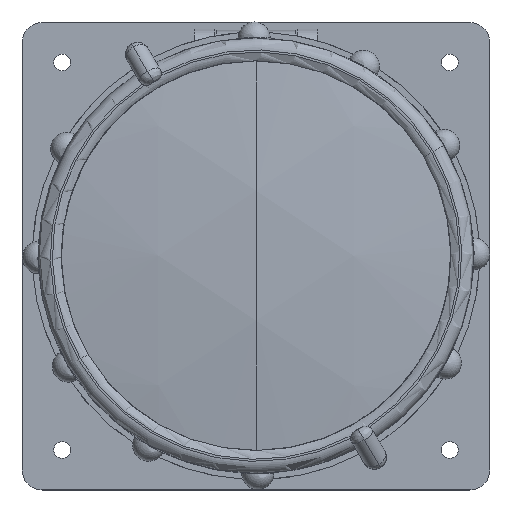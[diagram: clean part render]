
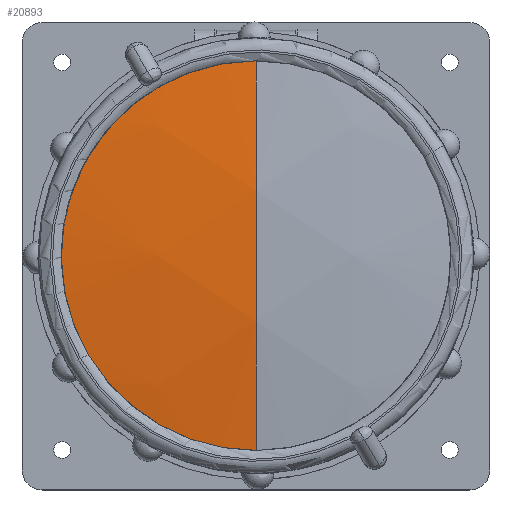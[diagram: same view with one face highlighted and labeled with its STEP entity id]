
A CAD part, top view. The second image highlights one B-rep face of the part: STEP entity #20893.
In plain terms, the highlighted spherical face has radius 335 mm.
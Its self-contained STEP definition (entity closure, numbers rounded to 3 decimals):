
#556 = CARTESIAN_POINT ( 'NONE',  ( 0., 0., 88.463 ) ) ;
#698 = ORIENTED_EDGE ( 'NONE', *, *, #26397, .T. ) ;
#5664 = VERTEX_POINT ( 'NONE', #31856 ) ;
#10202 = ORIENTED_EDGE ( 'NONE', *, *, #25531, .F. ) ;
#10390 = AXIS2_PLACEMENT_3D ( 'NONE', #28532, #28858, #31306 ) ;
#10585 = CIRCLE ( 'NONE', #28770, 48.75 ) ;
#11078 = CIRCLE ( 'NONE', #19904, 335. ) ;
#14157 = AXIS2_PLACEMENT_3D ( 'NONE', #556, #15273, #24710 ) ;
#15273 = DIRECTION ( 'NONE',  ( 0., 0., 1. ) ) ;
#16702 = CARTESIAN_POINT ( 'NONE',  ( 0., 0., -242.971 ) ) ;
#18628 = DIRECTION ( 'NONE',  ( 0., 0., 1. ) ) ;
#18784 = FACE_OUTER_BOUND ( 'NONE', #22879, .T. ) ;
#19904 = AXIS2_PLACEMENT_3D ( 'NONE', #16702, #21745, #26622 ) ;
#20448 = CARTESIAN_POINT ( 'NONE',  ( 0., 48.75, 88.463 ) ) ;
#20893 = ADVANCED_FACE ( 'NONE', ( #18784 ), #23498, .T. ) ;
#21745 = DIRECTION ( 'NONE',  ( 1., 0., 0. ) ) ;
#22879 = EDGE_LOOP ( 'NONE', ( #10202, #698, #24428 ) ) ;
#23498 = SPHERICAL_SURFACE ( 'NONE', #10390, 335. ) ;
#23523 = CIRCLE ( 'NONE', #14157, 48.75 ) ;
#24428 = ORIENTED_EDGE ( 'NONE', *, *, #25217, .T. ) ;
#24710 = DIRECTION ( 'NONE',  ( -1., 0., 0. ) ) ;
#25009 = VERTEX_POINT ( 'NONE', #29256 ) ;
#25217 = EDGE_CURVE ( 'NONE', #5664, #25009, #23523, .T. ) ;
#25531 = EDGE_CURVE ( 'NONE', #25649, #25009, #11078, .T. ) ;
#25649 = VERTEX_POINT ( 'NONE', #20448 ) ;
#26397 = EDGE_CURVE ( 'NONE', #25649, #5664, #10585, .T. ) ;
#26622 = DIRECTION ( 'NONE',  ( 0., 1., 0. ) ) ;
#28532 = CARTESIAN_POINT ( 'NONE',  ( 0., 0., -242.971 ) ) ;
#28770 = AXIS2_PLACEMENT_3D ( 'NONE', #30820, #18628, #30659 ) ;
#28858 = DIRECTION ( 'NONE',  ( 1., 0., 0. ) ) ;
#29256 = CARTESIAN_POINT ( 'NONE',  ( 0., -48.75, 88.463 ) ) ;
#30659 = DIRECTION ( 'NONE',  ( -1., 0., 0. ) ) ;
#30820 = CARTESIAN_POINT ( 'NONE',  ( 0., 0., 88.463 ) ) ;
#31306 = DIRECTION ( 'NONE',  ( 0., -1., 0. ) ) ;
#31856 = CARTESIAN_POINT ( 'NONE',  ( -42.018, -24.72, 88.463 ) ) ;
